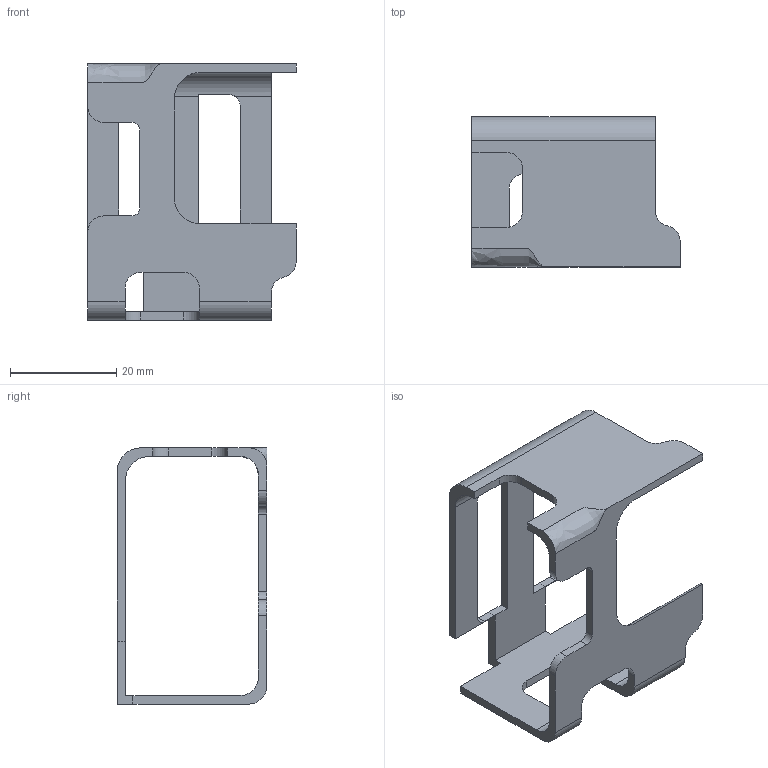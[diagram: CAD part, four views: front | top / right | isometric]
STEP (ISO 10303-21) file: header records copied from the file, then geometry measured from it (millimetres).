
FILE_DESCRIPTION(/* description */ (''),/* implementation_level */ '2;1');
FILE_NAME(/* name */ 'GoPro Hero 5-6-7 Holder Large v6.step',/* time_stamp */ '2020-11-12T21:10:25+01:00',/* author */ (''),/* organization */ (''),/* preprocessor_version */ 'ST-DEVELOPER v18.1',/* originating_system */ 'Autodesk Translation Framework v9.3.0.1241',/* authorisation */ '');
FILE_SCHEMA (('AUTOMOTIVE_DESIGN { 1 0 10303 214 3 1 1 }'));
Length unit declared in the file: millimetre
Products named in the file (1): GoPro Hero 5/6/7 Holder Large
Bounding box: 39.19 x 28.2 x 48.2 mm (x, y, z)
Volume: 5125.5 mm3; surface area: 7180.9 mm2
Topology: 1 solids, 1 shells, 71 faces, 225 edges, 148 vertices
Faces by surface type: plane 37, cylinder 29, bspline 3, torus 2
Entity records: 2726 total; most frequent: CARTESIAN_POINT 658, ORIENTED_EDGE 446, DIRECTION 419, EDGE_CURVE 223, LINE 149, VECTOR 149, VERTEX_POINT 148, AXIS2_PLACEMENT_3D 135
